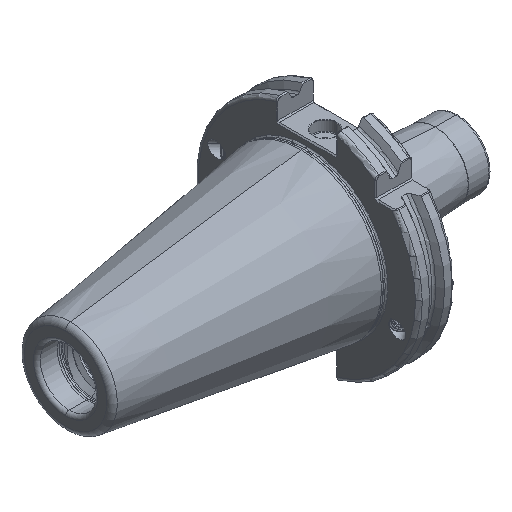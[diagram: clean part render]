
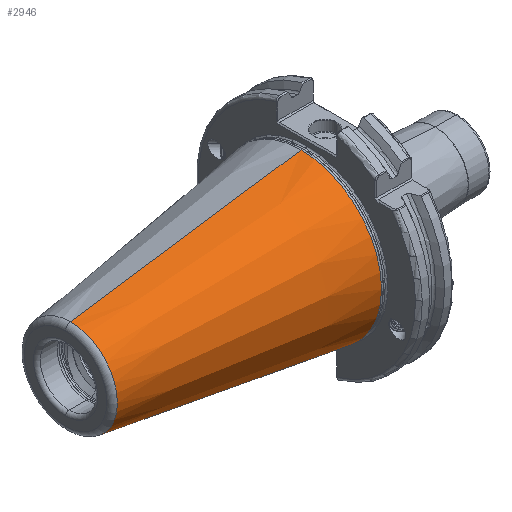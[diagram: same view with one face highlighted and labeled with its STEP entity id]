
A CAD part, isometric view. The second image highlights one B-rep face of the part: STEP entity #2946.
In plain terms, the highlighted conical face has half-angle 8.297 degrees and reference radius 35.392 mm.
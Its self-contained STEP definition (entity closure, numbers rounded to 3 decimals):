
#1953 = VERTEX_POINT ( 'NONE', #4004 ) ;
#1954 = VERTEX_POINT ( 'NONE', #4005 ) ;
#1973 = VERTEX_POINT ( 'NONE', #4024 ) ;
#1975 = VERTEX_POINT ( 'NONE', #4026 ) ;
#1977 = VERTEX_POINT ( 'NONE', #4028 ) ;
#2946 = ADVANCED_FACE ( 'NONE', ( #19414 ), #19759, .T. ) ;
#3245 = ORIENTED_EDGE ( 'NONE', *, *, #12211, .F. ) ;
#3250 = ORIENTED_EDGE ( 'NONE', *, *, #12214, .T. ) ;
#3252 = ORIENTED_EDGE ( 'NONE', *, *, #12380, .T. ) ;
#3253 = ORIENTED_EDGE ( 'NONE', *, *, #12221, .F. ) ;
#3254 = ORIENTED_EDGE ( 'NONE', *, *, #12374, .F. ) ;
#3297 = CARTESIAN_POINT ( 'NONE',  ( 0., 0., 0. ) ) ;
#3298 = DIRECTION ( 'NONE',  ( 1., 0., 0. ) ) ;
#3299 = DIRECTION ( 'NONE',  ( 0., 0., -1. ) ) ;
#4004 = CARTESIAN_POINT ( 'NONE',  ( -102.811, 0., 20.399 ) ) ;
#4005 = CARTESIAN_POINT ( 'NONE',  ( -102.811, 0., -20.399 ) ) ;
#4024 = CARTESIAN_POINT ( 'NONE',  ( -2.5, 0., 35.027 ) ) ;
#4026 = CARTESIAN_POINT ( 'NONE',  ( -2.5, 0., -35.027 ) ) ;
#4028 = CARTESIAN_POINT ( 'NONE',  ( -2.5, -35.027, 0. ) ) ;
#7927 = CIRCLE ( 'NONE', #12565, 35.027 ) ;
#7964 = CIRCLE ( 'NONE', #9664, 35.027 ) ;
#7970 = CIRCLE ( 'NONE', #19297, 20.399 ) ;
#9664 = AXIS2_PLACEMENT_3D ( 'NONE', #18580, #18581, #18582 ) ;
#12211 = EDGE_CURVE ( 'NONE', #1953, #1973, #19039, .T. ) ;
#12214 = EDGE_CURVE ( 'NONE', #1954, #1975, #19048, .T. ) ;
#12221 = EDGE_CURVE ( 'NONE', #1973, #1977, #7927, .T. ) ;
#12374 = EDGE_CURVE ( 'NONE', #1977, #1975, #7964, .T. ) ;
#12380 = EDGE_CURVE ( 'NONE', #1953, #1954, #7970, .T. ) ;
#12565 = AXIS2_PLACEMENT_3D ( 'NONE', #19068, #19069, #19070 ) ;
#12566 = VECTOR ( 'NONE', #19050, 1000. ) ;
#14990 = VECTOR ( 'NONE', #19041, 1000. ) ;
#16275 = EDGE_LOOP ( 'NONE', ( #3245, #3252, #3250, #3254, #3253 ) ) ;
#18580 = CARTESIAN_POINT ( 'NONE',  ( -2.5, 0., 0. ) ) ;
#18581 = DIRECTION ( 'NONE',  ( 1., 0., 0. ) ) ;
#18582 = DIRECTION ( 'NONE',  ( 0., 1., 0. ) ) ;
#18598 = CARTESIAN_POINT ( 'NONE',  ( -102.811, 0., 0. ) ) ;
#18599 = DIRECTION ( 'NONE',  ( 1., 0., 0. ) ) ;
#18600 = DIRECTION ( 'NONE',  ( 0., 0., 1. ) ) ;
#19039 = LINE ( 'NONE', #19040, #14990 ) ;
#19040 = CARTESIAN_POINT ( 'NONE',  ( 0., 0., 35.392 ) ) ;
#19041 = DIRECTION ( 'NONE',  ( 0.99, 0., 0.144 ) ) ;
#19048 = LINE ( 'NONE', #19049, #12566 ) ;
#19049 = CARTESIAN_POINT ( 'NONE',  ( 0., 0., -35.392 ) ) ;
#19050 = DIRECTION ( 'NONE',  ( 0.99, 0., -0.144 ) ) ;
#19068 = CARTESIAN_POINT ( 'NONE',  ( -2.5, 0., 0. ) ) ;
#19069 = DIRECTION ( 'NONE',  ( 1., 0., 0. ) ) ;
#19070 = DIRECTION ( 'NONE',  ( 0., 1., 0. ) ) ;
#19297 = AXIS2_PLACEMENT_3D ( 'NONE', #18598, #18599, #18600 ) ;
#19414 = FACE_OUTER_BOUND ( 'NONE', #16275, .T. ) ;
#19415 = AXIS2_PLACEMENT_3D ( 'NONE', #3297, #3298, #3299 ) ;
#19759 = CONICAL_SURFACE ( 'NONE', #19415, 35.392, 0.145 ) ;
